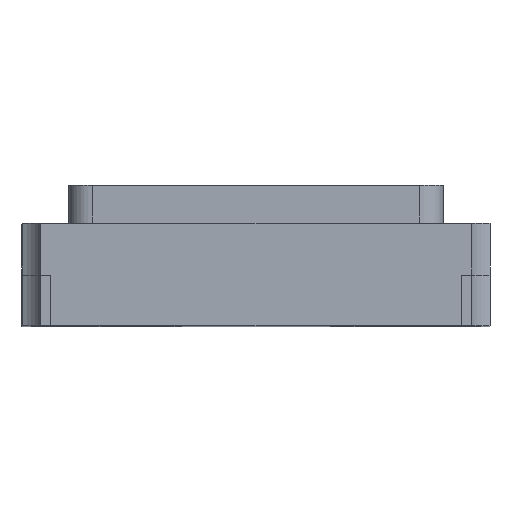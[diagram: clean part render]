
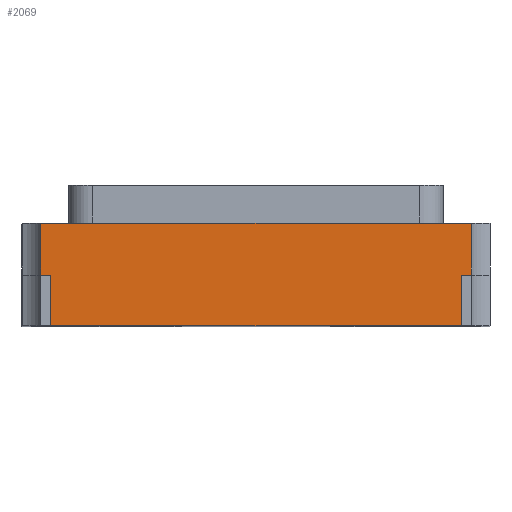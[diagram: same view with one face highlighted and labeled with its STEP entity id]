
A CAD part, top view. The second image highlights one B-rep face of the part: STEP entity #2069.
In plain terms, the highlighted planar face has unit normal (0, 0, 1).
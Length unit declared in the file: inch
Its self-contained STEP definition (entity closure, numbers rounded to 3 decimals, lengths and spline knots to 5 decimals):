
#77 = EDGE_CURVE ( 'NONE', #999, #3106, #3535, .T. ) ;
#192 = VECTOR ( 'NONE', #1159, 39.37008 ) ;
#227 = CARTESIAN_POINT ( 'NONE',  ( 0.05245, 0.02153, 0.063 ) ) ;
#240 = ORIENTED_EDGE ( 'NONE', *, *, #77, .F. ) ;
#341 = LINE ( 'NONE', #1988, #1418 ) ;
#359 = VECTOR ( 'NONE', #2151, 39.37008 ) ;
#549 = DIRECTION ( 'NONE',  ( 1., 0., 0. ) ) ;
#557 = AXIS2_PLACEMENT_3D ( 'NONE', #854, #580, #567 ) ;
#567 = DIRECTION ( 'NONE',  ( -1., 0., 0. ) ) ;
#580 = DIRECTION ( 'NONE',  ( 0., 0., -1. ) ) ;
#688 = LINE ( 'NONE', #1804, #2348 ) ;
#745 = EDGE_CURVE ( 'NONE', #1663, #3057, #1848, .T. ) ;
#852 = DIRECTION ( 'NONE',  ( 1., 0., 0. ) ) ;
#854 = CARTESIAN_POINT ( 'NONE',  ( 0.04528, 0.02953, 0.063 ) ) ;
#880 = EDGE_CURVE ( 'NONE', #2723, #1663, #3369, .T. ) ;
#882 = CARTESIAN_POINT ( 'NONE',  ( -0.04316, 0.01062, 0.063 ) ) ;
#908 = CARTESIAN_POINT ( 'NONE',  ( -0.04316, 0.01062, 0.063 ) ) ;
#999 = VERTEX_POINT ( 'NONE', #2928 ) ;
#1004 = VECTOR ( 'NONE', #3063, 39.37008 ) ;
#1055 = CARTESIAN_POINT ( 'NONE',  ( 0.04528, 0.01062, 0.063 ) ) ;
#1078 = LINE ( 'NONE', #227, #3054 ) ;
#1159 = DIRECTION ( 'NONE',  ( -1., 0., 0. ) ) ;
#1236 = VERTEX_POINT ( 'NONE', #2015 ) ;
#1263 = CARTESIAN_POINT ( 'NONE',  ( 0.04528, 0., 0.063 ) ) ;
#1418 = VECTOR ( 'NONE', #2020, 39.37008 ) ;
#1423 = FACE_OUTER_BOUND ( 'NONE', #2093, .T. ) ;
#1663 = VERTEX_POINT ( 'NONE', #2900 ) ;
#1772 = DIRECTION ( 'NONE',  ( 0., -1., 0. ) ) ;
#1804 = CARTESIAN_POINT ( 'NONE',  ( 0.04528, 0.02953, 0.063 ) ) ;
#1848 = LINE ( 'NONE', #1263, #2270 ) ;
#1899 = CARTESIAN_POINT ( 'NONE',  ( 0.04316, 0.01062, 0.063 ) ) ;
#1988 = CARTESIAN_POINT ( 'NONE',  ( 0.04316, 0.01062, 0.063 ) ) ;
#1996 = ORIENTED_EDGE ( 'NONE', *, *, #2192, .T. ) ;
#2015 = CARTESIAN_POINT ( 'NONE',  ( -0.04528, 0.01062, 0.063 ) ) ;
#2020 = DIRECTION ( 'NONE',  ( 0., -1., 0. ) ) ;
#2027 = CARTESIAN_POINT ( 'NONE',  ( 0.04316, 0., 0.063 ) ) ;
#2069 = ADVANCED_FACE ( 'NONE', ( #1423 ), #3065, .F. ) ;
#2093 = EDGE_LOOP ( 'NONE', ( #2454, #2964, #2461, #3282, #240, #3529, #3300, #1996 ) ) ;
#2151 = DIRECTION ( 'NONE',  ( -1., 0., 0. ) ) ;
#2192 = EDGE_CURVE ( 'NONE', #3019, #1236, #3379, .T. ) ;
#2247 = DIRECTION ( 'NONE',  ( 0., -1., 0. ) ) ;
#2270 = VECTOR ( 'NONE', #852, 39.37008 ) ;
#2299 = CARTESIAN_POINT ( 'NONE',  ( -0.04528, 0.02953, 0.063 ) ) ;
#2348 = VECTOR ( 'NONE', #1772, 39.37008 ) ;
#2414 = EDGE_CURVE ( 'NONE', #3019, #2600, #1078, .T. ) ;
#2454 = ORIENTED_EDGE ( 'NONE', *, *, #3517, .F. ) ;
#2461 = ORIENTED_EDGE ( 'NONE', *, *, #745, .T. ) ;
#2479 = EDGE_CURVE ( 'NONE', #3106, #3057, #341, .T. ) ;
#2535 = LINE ( 'NONE', #908, #192 ) ;
#2540 = EDGE_CURVE ( 'NONE', #2600, #999, #688, .T. ) ;
#2600 = VERTEX_POINT ( 'NONE', #3133 ) ;
#2723 = VERTEX_POINT ( 'NONE', #2973 ) ;
#2860 = VECTOR ( 'NONE', #2247, 39.37008 ) ;
#2900 = CARTESIAN_POINT ( 'NONE',  ( -0.04316, 0., 0.063 ) ) ;
#2928 = CARTESIAN_POINT ( 'NONE',  ( 0.04528, 0.01062, 0.063 ) ) ;
#2964 = ORIENTED_EDGE ( 'NONE', *, *, #880, .T. ) ;
#2973 = CARTESIAN_POINT ( 'NONE',  ( -0.04316, 0.01062, 0.063 ) ) ;
#3019 = VERTEX_POINT ( 'NONE', #3268 ) ;
#3054 = VECTOR ( 'NONE', #549, 39.37008 ) ;
#3057 = VERTEX_POINT ( 'NONE', #2027 ) ;
#3063 = DIRECTION ( 'NONE',  ( 0., -1., 0. ) ) ;
#3065 = PLANE ( 'NONE',  #557 ) ;
#3106 = VERTEX_POINT ( 'NONE', #1899 ) ;
#3133 = CARTESIAN_POINT ( 'NONE',  ( 0.04528, 0.02153, 0.063 ) ) ;
#3268 = CARTESIAN_POINT ( 'NONE',  ( -0.04528, 0.02153, 0.063 ) ) ;
#3282 = ORIENTED_EDGE ( 'NONE', *, *, #2479, .F. ) ;
#3300 = ORIENTED_EDGE ( 'NONE', *, *, #2414, .F. ) ;
#3369 = LINE ( 'NONE', #882, #1004 ) ;
#3379 = LINE ( 'NONE', #2299, #2860 ) ;
#3517 = EDGE_CURVE ( 'NONE', #2723, #1236, #2535, .T. ) ;
#3529 = ORIENTED_EDGE ( 'NONE', *, *, #2540, .F. ) ;
#3535 = LINE ( 'NONE', #1055, #359 ) ;
